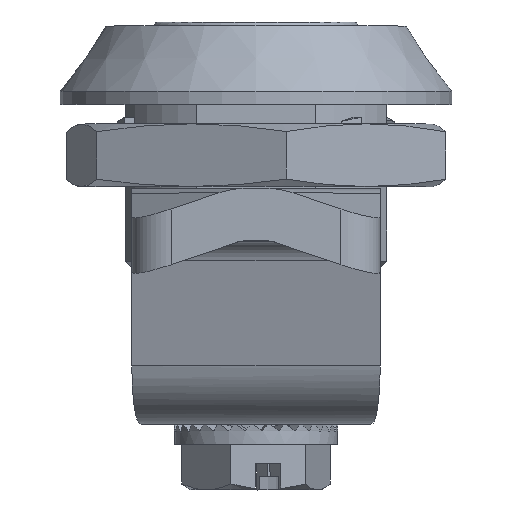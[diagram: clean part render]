
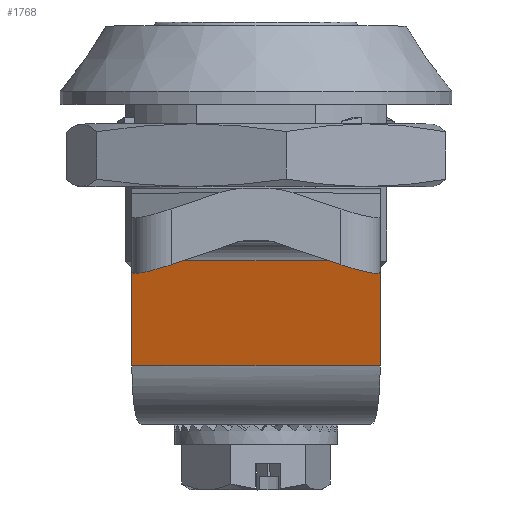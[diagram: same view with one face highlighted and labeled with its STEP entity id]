
A CAD part, top view. The second image highlights one B-rep face of the part: STEP entity #1768.
In plain terms, the highlighted planar face has unit normal (0, -0.259, 0.966).
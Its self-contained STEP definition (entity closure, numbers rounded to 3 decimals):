
#1768=ADVANCED_FACE('',(#3568),#3569,.F.);
#3568=FACE_OUTER_BOUND('',#5945,.T.);
#3569=PLANE('',#5946);
#5945=EDGE_LOOP('',(#14563,#14564,#14565,#14566));
#5946=AXIS2_PLACEMENT_3D('',#14567,#14568,#14569);
#14563=ORIENTED_EDGE('',*,*,#16855,.F.);
#14564=ORIENTED_EDGE('',*,*,#16876,.F.);
#14565=ORIENTED_EDGE('',*,*,#16773,.F.);
#14566=ORIENTED_EDGE('',*,*,#16864,.F.);
#14567=CARTESIAN_POINT('',(0.,-50.301,14.694));
#14568=DIRECTION('',(0.,0.259,-0.966));
#14569=DIRECTION('',(0.,-0.966,-0.259));
#16773=EDGE_CURVE('',#19905,#19901,#19907,.F.);
#16855=EDGE_CURVE('',#20037,#20039,#20040,.T.);
#16864=EDGE_CURVE('',#20039,#19905,#20053,.T.);
#16876=EDGE_CURVE('',#19901,#20037,#20069,.T.);
#19901=VERTEX_POINT('',#25306);
#19905=VERTEX_POINT('',#25320);
#19907=LINE('',#25331,#25332);
#20037=VERTEX_POINT('',#25538);
#20039=VERTEX_POINT('',#25540);
#20040=LINE('',#25541,#25542);
#20053=LINE('',#25558,#25559);
#20069=LINE('',#25582,#25583);
#25306=CARTESIAN_POINT('',(-9.5,-26.053,21.192));
#25320=CARTESIAN_POINT('',(9.5,-26.053,21.192));
#25331=CARTESIAN_POINT('',(-9.5,-26.053,21.192));
#25332=VECTOR('',#27373,1.0);
#25538=CARTESIAN_POINT('',(-9.5,-17.986,23.353));
#25540=CARTESIAN_POINT('',(9.5,-17.986,23.353));
#25541=CARTESIAN_POINT('',(0.,-17.986,23.353));
#25542=VECTOR('',#27463,1.0);
#25558=CARTESIAN_POINT('',(9.5,-50.301,14.694));
#25559=VECTOR('',#27476,1.0);
#25582=CARTESIAN_POINT('',(-9.5,-50.301,14.694));
#25583=VECTOR('',#27492,1.0);
#27373=DIRECTION('',(1.0,0.,0.));
#27463=DIRECTION('',(1.0,0.,0.));
#27476=DIRECTION('',(0.,-0.966,-0.259));
#27492=DIRECTION('',(0.,0.966,0.259));
